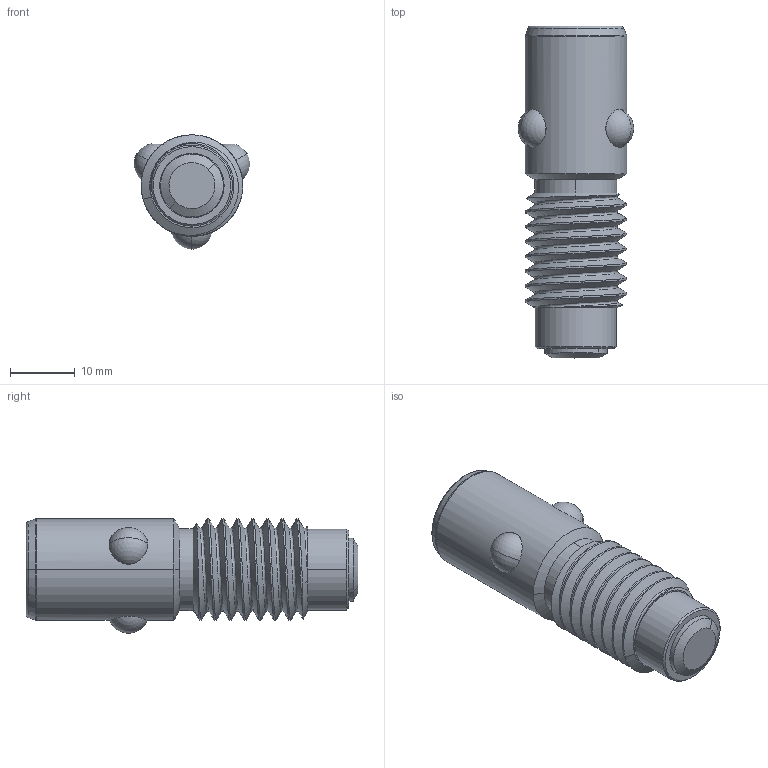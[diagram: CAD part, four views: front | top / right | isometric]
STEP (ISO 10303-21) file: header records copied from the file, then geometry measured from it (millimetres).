
FILE_DESCRIPTION (( 'STEP AP214' ), '1' );
FILE_NAME ('11558.STEP', '2023-07-06T12:37:14', ( '' ), ( '' ), 'SwSTEP 2.0', 'SolidWorks 2021', '' );
FILE_SCHEMA (( 'AUTOMOTIVE_DESIGN' ));
Length unit declared in the file: inch
Products named in the file (4): 115584_115584; 115585_115585; 11558; 115581_115581
Assembly tree (5 placements, depth 2):
  11558
    115584_115584
    115585_115585
    115581_115581  x3
Bounding box: 17.91 x 51.46 x 17.74 mm (x, y, z)
Volume: 6206.3 mm3; surface area: 5384.5 mm2
Topology: 5 solids, 5 shells, 107 faces, 264 edges, 158 vertices
Faces by surface type: cylinder 41, cone 29, plane 24, sphere 6, torus 4, bspline 3
Entity records: 5748 total; most frequent: CARTESIAN_POINT 3287, DIRECTION 478, ORIENTED_EDGE 478, EDGE_CURVE 239, AXIS2_PLACEMENT_3D 189, VERTEX_POINT 145, EDGE_LOOP 112, FACE_OUTER_BOUND 103
